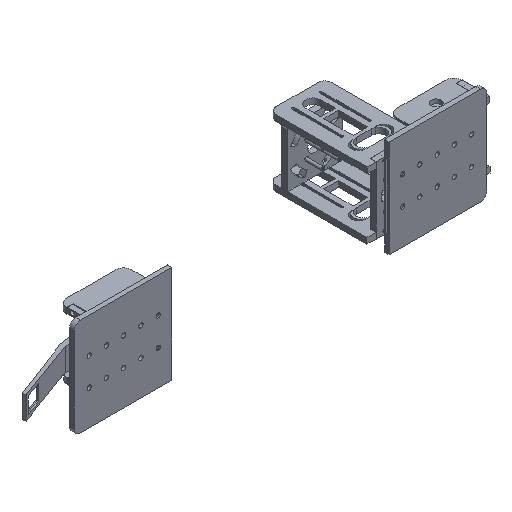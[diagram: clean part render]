
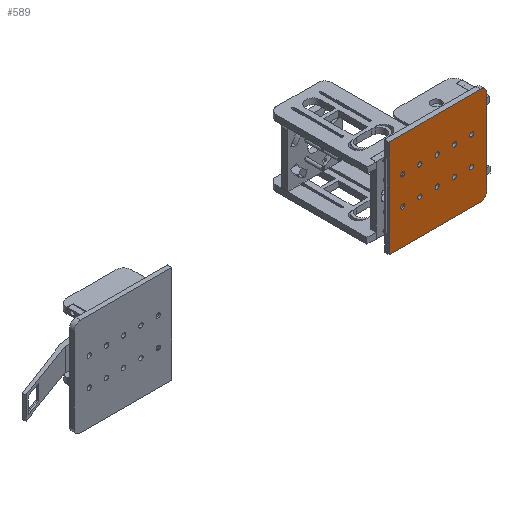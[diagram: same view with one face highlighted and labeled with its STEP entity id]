
A CAD part, isometric view. The second image highlights one B-rep face of the part: STEP entity #589.
In plain terms, the highlighted face is planar.
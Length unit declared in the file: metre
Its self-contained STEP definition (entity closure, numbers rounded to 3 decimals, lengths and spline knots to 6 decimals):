
#589 = ADVANCED_FACE( '', ( #1097, #1098, #1099, #1100, #1101, #1102, #1103, #1104, #1105, #1106, #1107 ), #1108, .T. );
#1097 = FACE_OUTER_BOUND( '', #1998, .T. );
#1098 = FACE_BOUND( '', #1999, .T. );
#1099 = FACE_BOUND( '', #2000, .T. );
#1100 = FACE_BOUND( '', #2001, .T. );
#1101 = FACE_BOUND( '', #2002, .T. );
#1102 = FACE_BOUND( '', #2003, .T. );
#1103 = FACE_BOUND( '', #2004, .T. );
#1104 = FACE_BOUND( '', #2005, .T. );
#1105 = FACE_BOUND( '', #2006, .T. );
#1106 = FACE_BOUND( '', #2007, .T. );
#1107 = FACE_BOUND( '', #2008, .T. );
#1108 = PLANE( '', #2009 );
#1998 = EDGE_LOOP( '', ( #3294, #3295, #3296, #3297, #3298, #3299 ) );
#1999 = EDGE_LOOP( '', ( #3300 ) );
#2000 = EDGE_LOOP( '', ( #3301 ) );
#2001 = EDGE_LOOP( '', ( #3302 ) );
#2002 = EDGE_LOOP( '', ( #3303 ) );
#2003 = EDGE_LOOP( '', ( #3304 ) );
#2004 = EDGE_LOOP( '', ( #3305 ) );
#2005 = EDGE_LOOP( '', ( #3306 ) );
#2006 = EDGE_LOOP( '', ( #3307 ) );
#2007 = EDGE_LOOP( '', ( #3308 ) );
#2008 = EDGE_LOOP( '', ( #3309 ) );
#2009 = AXIS2_PLACEMENT_3D( '', #3310, #3311, #3312 );
#3294 = ORIENTED_EDGE( '', *, *, #5408, .F. );
#3295 = ORIENTED_EDGE( '', *, *, #5409, .F. );
#3296 = ORIENTED_EDGE( '', *, *, #5410, .T. );
#3297 = ORIENTED_EDGE( '', *, *, #5411, .T. );
#3298 = ORIENTED_EDGE( '', *, *, #5412, .T. );
#3299 = ORIENTED_EDGE( '', *, *, #5413, .T. );
#3300 = ORIENTED_EDGE( '', *, *, #5414, .F. );
#3301 = ORIENTED_EDGE( '', *, *, #5415, .F. );
#3302 = ORIENTED_EDGE( '', *, *, #5416, .F. );
#3303 = ORIENTED_EDGE( '', *, *, #5417, .F. );
#3304 = ORIENTED_EDGE( '', *, *, #5418, .F. );
#3305 = ORIENTED_EDGE( '', *, *, #5419, .T. );
#3306 = ORIENTED_EDGE( '', *, *, #5420, .T. );
#3307 = ORIENTED_EDGE( '', *, *, #5421, .T. );
#3308 = ORIENTED_EDGE( '', *, *, #5422, .T. );
#3309 = ORIENTED_EDGE( '', *, *, #5423, .T. );
#3310 = CARTESIAN_POINT( '', ( 0., 0., 0.007 ) );
#3311 = DIRECTION( '', ( 0., 0., 1. ) );
#3312 = DIRECTION( '', ( 1., 0., 0. ) );
#5408 = EDGE_CURVE( '', #6340, #6341, #6342, .T. );
#5409 = EDGE_CURVE( '', #6343, #6340, #6344, .T. );
#5410 = EDGE_CURVE( '', #6343, #6345, #6346, .T. );
#5411 = EDGE_CURVE( '', #6345, #6347, #6348, .T. );
#5412 = EDGE_CURVE( '', #6347, #6349, #6350, .T. );
#5413 = EDGE_CURVE( '', #6349, #6341, #6351, .T. );
#5414 = EDGE_CURVE( '', #6352, #6352, #6353, .T. );
#5415 = EDGE_CURVE( '', #6354, #6354, #6355, .T. );
#5416 = EDGE_CURVE( '', #6356, #6356, #6357, .T. );
#5417 = EDGE_CURVE( '', #6358, #6358, #6359, .T. );
#5418 = EDGE_CURVE( '', #6360, #6360, #6361, .T. );
#5419 = EDGE_CURVE( '', #6362, #6362, #6363, .T. );
#5420 = EDGE_CURVE( '', #6364, #6364, #6365, .T. );
#5421 = EDGE_CURVE( '', #6366, #6366, #6367, .T. );
#5422 = EDGE_CURVE( '', #6368, #6368, #6369, .T. );
#5423 = EDGE_CURVE( '', #6370, #6370, #6371, .T. );
#6340 = VERTEX_POINT( '', #7799 );
#6341 = VERTEX_POINT( '', #7800 );
#6342 = LINE( '', #7801, #7802 );
#6343 = VERTEX_POINT( '', #7803 );
#6344 = LINE( '', #7804, #7805 );
#6345 = VERTEX_POINT( '', #7806 );
#6346 = LINE( '', #7807, #7808 );
#6347 = VERTEX_POINT( '', #7809 );
#6348 = CIRCLE( '', #7810, 0.01 );
#6349 = VERTEX_POINT( '', #7811 );
#6350 = LINE( '', #7812, #7813 );
#6351 = CIRCLE( '', #7814, 0.01 );
#6352 = VERTEX_POINT( '', #7815 );
#6353 = CIRCLE( '', #7816, 0.00325 );
#6354 = VERTEX_POINT( '', #7817 );
#6355 = CIRCLE( '', #7818, 0.00325 );
#6356 = VERTEX_POINT( '', #7819 );
#6357 = CIRCLE( '', #7820, 0.00325 );
#6358 = VERTEX_POINT( '', #7821 );
#6359 = CIRCLE( '', #7822, 0.00325 );
#6360 = VERTEX_POINT( '', #7823 );
#6361 = CIRCLE( '', #7824, 0.00325 );
#6362 = VERTEX_POINT( '', #7825 );
#6363 = CIRCLE( '', #7826, 0.00325 );
#6364 = VERTEX_POINT( '', #7827 );
#6365 = CIRCLE( '', #7828, 0.00325 );
#6366 = VERTEX_POINT( '', #7829 );
#6367 = CIRCLE( '', #7830, 0.00325 );
#6368 = VERTEX_POINT( '', #7831 );
#6369 = CIRCLE( '', #7832, 0.00325 );
#6370 = VERTEX_POINT( '', #7833 );
#6371 = CIRCLE( '', #7834, 0.00325 );
#7799 = CARTESIAN_POINT( '', ( -0.075, -0.075, 0.007 ) );
#7800 = CARTESIAN_POINT( '', ( -0.075, 0.065, 0.007 ) );
#7801 = CARTESIAN_POINT( '', ( -0.075, -0.005, 0.007 ) );
#7802 = VECTOR( '', #9674, 1. );
#7803 = CARTESIAN_POINT( '', ( 0.075, -0.075, 0.007 ) );
#7804 = CARTESIAN_POINT( '', ( 0., -0.075, 0.007 ) );
#7805 = VECTOR( '', #9675, 1. );
#7806 = CARTESIAN_POINT( '', ( 0.075, 0.065, 0.007 ) );
#7807 = CARTESIAN_POINT( '', ( 0.075, -0.005, 0.007 ) );
#7808 = VECTOR( '', #9676, 1. );
#7809 = CARTESIAN_POINT( '', ( 0.065, 0.075, 0.007 ) );
#7810 = AXIS2_PLACEMENT_3D( '', #9677, #9678, #9679 );
#7811 = CARTESIAN_POINT( '', ( -0.065, 0.075, 0.007 ) );
#7812 = CARTESIAN_POINT( '', ( 0., 0.075, 0.007 ) );
#7813 = VECTOR( '', #9680, 1. );
#7814 = AXIS2_PLACEMENT_3D( '', #9681, #9682, #9683 );
#7815 = CARTESIAN_POINT( '', ( -0.018227, 0.05175, 0.007 ) );
#7816 = AXIS2_PLACEMENT_3D( '', #9684, #9685, #9686 );
#7817 = CARTESIAN_POINT( '', ( -0.018227, 0.02525, 0.007 ) );
#7818 = AXIS2_PLACEMENT_3D( '', #9687, #9688, #9689 );
#7819 = CARTESIAN_POINT( '', ( -0.018227, -0.00125, 0.007 ) );
#7820 = AXIS2_PLACEMENT_3D( '', #9690, #9691, #9692 );
#7821 = CARTESIAN_POINT( '', ( -0.018227, -0.02775, 0.007 ) );
#7822 = AXIS2_PLACEMENT_3D( '', #9693, #9694, #9695 );
#7823 = CARTESIAN_POINT( '', ( -0.018227, -0.05425, 0.007 ) );
#7824 = AXIS2_PLACEMENT_3D( '', #9696, #9697, #9698 );
#7825 = CARTESIAN_POINT( '', ( 0.024727, -0.02775, 0.007 ) );
#7826 = AXIS2_PLACEMENT_3D( '', #9699, #9700, #9701 );
#7827 = CARTESIAN_POINT( '', ( 0.024727, 0.02525, 0.007 ) );
#7828 = AXIS2_PLACEMENT_3D( '', #9702, #9703, #9704 );
#7829 = CARTESIAN_POINT( '', ( 0.024727, -0.00125, 0.007 ) );
#7830 = AXIS2_PLACEMENT_3D( '', #9705, #9706, #9707 );
#7831 = CARTESIAN_POINT( '', ( 0.024727, 0.05175, 0.007 ) );
#7832 = AXIS2_PLACEMENT_3D( '', #9708, #9709, #9710 );
#7833 = CARTESIAN_POINT( '', ( 0.024727, -0.05425, 0.007 ) );
#7834 = AXIS2_PLACEMENT_3D( '', #9711, #9712, #9713 );
#9674 = DIRECTION( '', ( 0., 1., 0. ) );
#9675 = DIRECTION( '', ( -1., 0., 0. ) );
#9676 = DIRECTION( '', ( 0., 1., 0. ) );
#9677 = CARTESIAN_POINT( '', ( 0.065, 0.065, 0.007 ) );
#9678 = DIRECTION( '', ( 0., 0., 1. ) );
#9679 = DIRECTION( '', ( 1., 0., 0. ) );
#9680 = DIRECTION( '', ( -1., 0., 0. ) );
#9681 = CARTESIAN_POINT( '', ( -0.065, 0.065, 0.007 ) );
#9682 = DIRECTION( '', ( 0., 0., 1. ) );
#9683 = DIRECTION( '', ( 1., 0., 0. ) );
#9684 = CARTESIAN_POINT( '', ( -0.021477, 0.05175, 0.007 ) );
#9685 = DIRECTION( '', ( 0., 0., 1. ) );
#9686 = DIRECTION( '', ( 1., 0., 0. ) );
#9687 = CARTESIAN_POINT( '', ( -0.021477, 0.02525, 0.007 ) );
#9688 = DIRECTION( '', ( 0., 0., 1. ) );
#9689 = DIRECTION( '', ( 1., 0., 0. ) );
#9690 = CARTESIAN_POINT( '', ( -0.021477, -0.00125, 0.007 ) );
#9691 = DIRECTION( '', ( 0., 0., 1. ) );
#9692 = DIRECTION( '', ( 1., 0., 0. ) );
#9693 = CARTESIAN_POINT( '', ( -0.021477, -0.02775, 0.007 ) );
#9694 = DIRECTION( '', ( 0., 0., 1. ) );
#9695 = DIRECTION( '', ( 1., 0., 0. ) );
#9696 = CARTESIAN_POINT( '', ( -0.021477, -0.05425, 0.007 ) );
#9697 = DIRECTION( '', ( 0., 0., 1. ) );
#9698 = DIRECTION( '', ( 1., 0., 0. ) );
#9699 = CARTESIAN_POINT( '', ( 0.021477, -0.02775, 0.007 ) );
#9700 = DIRECTION( '', ( 0., 0., -1. ) );
#9701 = DIRECTION( '', ( 1., 0., 0. ) );
#9702 = CARTESIAN_POINT( '', ( 0.021477, 0.02525, 0.007 ) );
#9703 = DIRECTION( '', ( 0., 0., -1. ) );
#9704 = DIRECTION( '', ( 1., 0., 0. ) );
#9705 = CARTESIAN_POINT( '', ( 0.021477, -0.00125, 0.007 ) );
#9706 = DIRECTION( '', ( 0., 0., -1. ) );
#9707 = DIRECTION( '', ( 1., 0., 0. ) );
#9708 = CARTESIAN_POINT( '', ( 0.021477, 0.05175, 0.007 ) );
#9709 = DIRECTION( '', ( 0., 0., -1. ) );
#9710 = DIRECTION( '', ( 1., 0., 0. ) );
#9711 = CARTESIAN_POINT( '', ( 0.021477, -0.05425, 0.007 ) );
#9712 = DIRECTION( '', ( 0., 0., -1. ) );
#9713 = DIRECTION( '', ( 1., 0., 0. ) );
